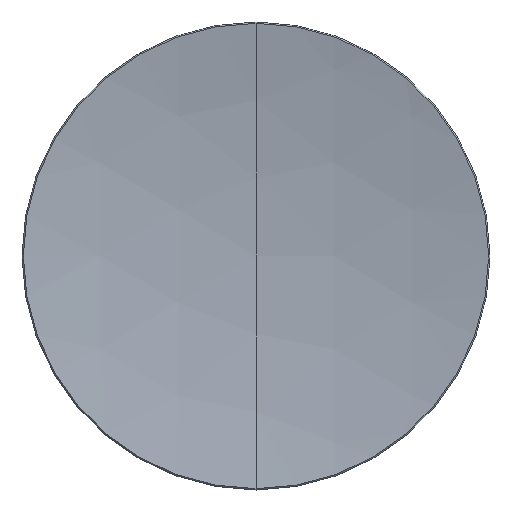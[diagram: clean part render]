
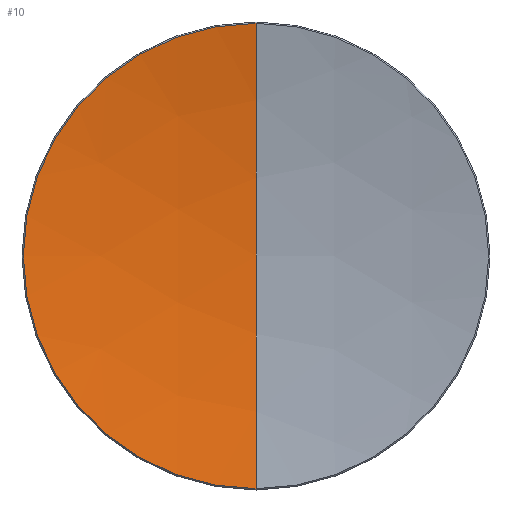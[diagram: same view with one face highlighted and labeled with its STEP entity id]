
A CAD part, top view. The second image highlights one B-rep face of the part: STEP entity #10.
In plain terms, the highlighted spherical face has radius 135.3 mm.
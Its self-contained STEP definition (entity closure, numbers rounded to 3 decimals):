
#2 = EDGE_LOOP ( 'NONE', ( #6, #12, #16 ) ) ;
#3 = EDGE_CURVE ( 'NONE', #61, #62, #100, .T. ) ;
#6 = ORIENTED_EDGE ( 'NONE', *, *, #3, .F. ) ;
#10 = ADVANCED_FACE ( 'NONE', ( #128 ), #158, .F. ) ;
#12 = ORIENTED_EDGE ( 'NONE', *, *, #27, .T. ) ;
#16 = ORIENTED_EDGE ( 'NONE', *, *, #38, .F. ) ;
#27 = EDGE_CURVE ( 'NONE', #61, #33, #145, .T. ) ;
#33 = VERTEX_POINT ( 'NONE', #195 ) ;
#38 = EDGE_CURVE ( 'NONE', #62, #33, #234, .T. ) ;
#61 = VERTEX_POINT ( 'NONE', #314 ) ;
#62 = VERTEX_POINT ( 'NONE', #313 ) ;
#100 = CIRCLE ( 'NONE', #134, 25.259 ) ;
#121 = DIRECTION ( 'NONE',  ( 0., 1., 0. ) ) ;
#122 = DIRECTION ( 'NONE',  ( 0., 0., -1. ) ) ;
#128 = FACE_OUTER_BOUND ( 'NONE', #2, .T. ) ;
#129 = CARTESIAN_POINT ( 'NONE',  ( 0., 0., 6.279 ) ) ;
#134 = AXIS2_PLACEMENT_3D ( 'NONE', #129, #122, #121 ) ;
#139 = DIRECTION ( 'NONE',  ( 0., 1., 0. ) ) ;
#142 = DIRECTION ( 'NONE',  ( 1., 0., 0. ) ) ;
#143 = CARTESIAN_POINT ( 'NONE',  ( 0., 0., 139.2 ) ) ;
#144 = AXIS2_PLACEMENT_3D ( 'NONE', #143, #142, #154 ) ;
#145 = CIRCLE ( 'NONE', #144, 135.3 ) ;
#154 = DIRECTION ( 'NONE',  ( 0., 1., 0. ) ) ;
#158 = SPHERICAL_SURFACE ( 'NONE', #174, 135.3 ) ;
#174 = AXIS2_PLACEMENT_3D ( 'NONE', #179, #178, #139 ) ;
#178 = DIRECTION ( 'NONE',  ( 1., 0., 0. ) ) ;
#179 = CARTESIAN_POINT ( 'NONE',  ( 0., 0., 139.2 ) ) ;
#195 = CARTESIAN_POINT ( 'NONE',  ( 0., 0., 3.9 ) ) ;
#234 = CIRCLE ( 'NONE', #270, 135.3 ) ;
#267 = DIRECTION ( 'NONE',  ( 0., 0., 1. ) ) ;
#268 = DIRECTION ( 'NONE',  ( -1., 0., 0. ) ) ;
#269 = CARTESIAN_POINT ( 'NONE',  ( 0., 0., 139.2 ) ) ;
#270 = AXIS2_PLACEMENT_3D ( 'NONE', #269, #268, #267 ) ;
#313 = CARTESIAN_POINT ( 'NONE',  ( 0., 25.259, 6.279 ) ) ;
#314 = CARTESIAN_POINT ( 'NONE',  ( 0., -25.259, 6.279 ) ) ;
